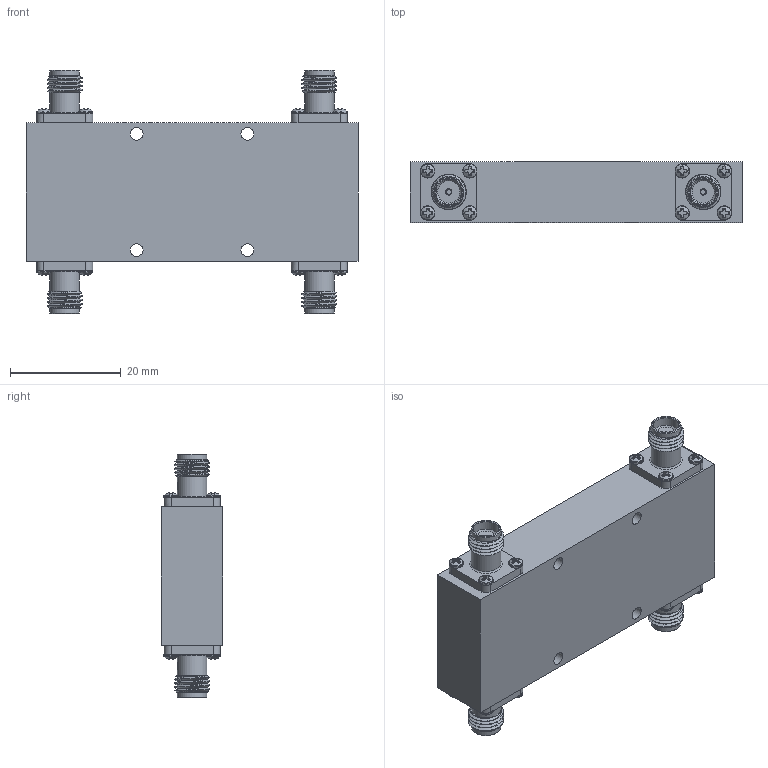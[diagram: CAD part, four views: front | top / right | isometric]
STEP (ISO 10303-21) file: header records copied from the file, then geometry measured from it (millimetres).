
FILE_DESCRIPTION (( 'STEP AP203' ), '1' );
FILE_NAME ('SH7223_3D.step', '2020-05-14T22:22:34', ( '' ), ( '' ), 'SwSTEP 2.0', 'SolidWorks 2018', '' );
FILE_SCHEMA (( 'CONFIG_CONTROL_DESIGN' ));
Length unit declared in the file: inch
Products named in the file (1): SH7223_3D
Bounding box: 60 x 11.05 x 44.05 mm (x, y, z)
Volume: 17657.6 mm3; surface area: 6425.5 mm2
Topology: 1 solids, 1 shells, 539 faces, 1428 edges, 940 vertices
Faces by surface type: plane 343, cone 84, cylinder 64, bspline 44, torus 4
Full cylindrical faces by diameter (mm): 0.914 x4, 1.168 x4, 2.3 x4, 2.591 x16, 4.521 x4, 5.334 x8
Entity records: 21341 total; most frequent: CARTESIAN_POINT 9380, ORIENTED_EDGE 2632, DIRECTION 2056, EDGE_CURVE 1316, VERTEX_POINT 900, AXIS2_PLACEMENT_3D 752, EDGE_LOOP 668, FACE_OUTER_BOUND 599
